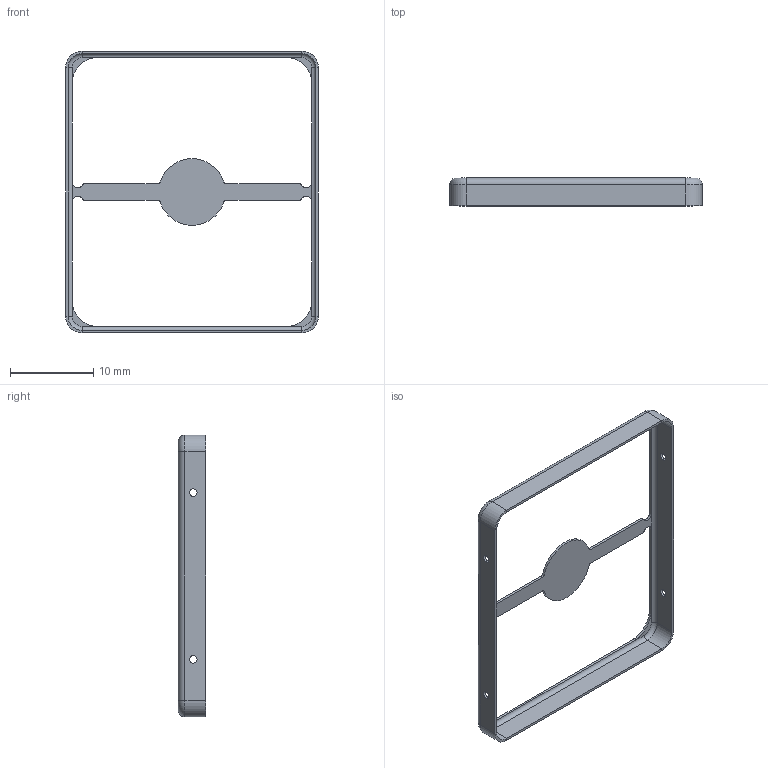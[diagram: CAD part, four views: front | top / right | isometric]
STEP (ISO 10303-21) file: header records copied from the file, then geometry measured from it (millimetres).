
FILE_DESCRIPTION (( 'STEP AP203' ), '1' );
FILE_NAME ('MS338-10F.step', '2020-11-12T09:34:16', ( '' ), ( '' ), 'SwSTEP 2.0', 'SolidWorks 2018', '' );
FILE_SCHEMA (( 'CONFIG_CONTROL_DESIGN' ));
Length unit declared in the file: millimetre
Products named in the file (1): MS338-10F
Bounding box: 30.3 x 3.3 x 33.8 mm (x, y, z)
Volume: 158.5 mm3; surface area: 1150.7 mm2
Topology: 1 solids, 1 shells, 89 faces, 217 edges, 126 vertices
Faces by surface type: cylinder 45, plane 36, torus 8
Entity records: 2682 total; most frequent: DIRECTION 495, ORIENTED_EDGE 434, CARTESIAN_POINT 433, EDGE_CURVE 217, AXIS2_PLACEMENT_3D 188, VERTEX_POINT 126, VECTOR 119, LINE 119
